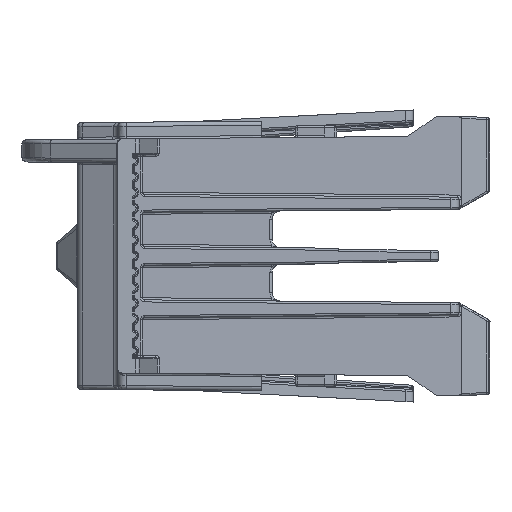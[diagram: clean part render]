
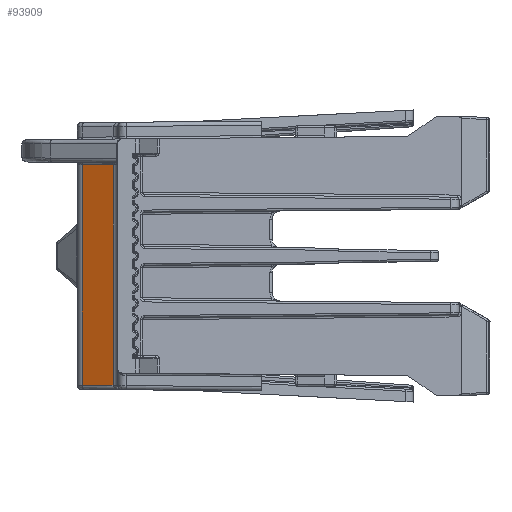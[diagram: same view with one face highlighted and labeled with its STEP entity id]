
A CAD part, left-side view. The second image highlights one B-rep face of the part: STEP entity #93909.
In plain terms, the highlighted planar face has unit normal (-0.906, 0.423, 0).
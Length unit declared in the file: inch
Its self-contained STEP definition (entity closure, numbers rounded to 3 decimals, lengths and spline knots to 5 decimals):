
#5963 = DIRECTION ( 'NONE',  ( 0., 0., 1. ) ) ;
#6573 = EDGE_CURVE ( 'NONE', #126200, #55414, #114877, .T. ) ;
#17306 = DIRECTION ( 'NONE',  ( 0.423, 0.906, 0.008 ) ) ;
#20494 = ORIENTED_EDGE ( 'NONE', *, *, #29834, .F. ) ;
#21293 = LINE ( 'NONE', #28864, #81167 ) ;
#23241 = CARTESIAN_POINT ( 'NONE',  ( -2.74334, -0.10916, -0.61178 ) ) ;
#24204 = DIRECTION ( 'NONE',  ( -0.423, -0.906, -0.008 ) ) ;
#28864 = CARTESIAN_POINT ( 'NONE',  ( -2.6755, 0.03632, 0.20739 ) ) ;
#29834 = EDGE_CURVE ( 'NONE', #134245, #126200, #119350, .T. ) ;
#31125 = VECTOR ( 'NONE', #17306, 39.37008 ) ;
#41297 = VERTEX_POINT ( 'NONE', #64855 ) ;
#51201 = DIRECTION ( 'NONE',  ( 0.906, -0.423, 0. ) ) ;
#55414 = VERTEX_POINT ( 'NONE', #23241 ) ;
#64855 = CARTESIAN_POINT ( 'NONE',  ( -2.6755, 0.03632, -0.61051 ) ) ;
#65336 = ORIENTED_EDGE ( 'NONE', *, *, #148852, .F. ) ;
#66234 = CARTESIAN_POINT ( 'NONE',  ( -2.74334, -0.10916, 0.20739 ) ) ;
#78327 = EDGE_LOOP ( 'NONE', ( #20494, #65336, #138608, #106667 ) ) ;
#81167 = VECTOR ( 'NONE', #5963, 39.37008 ) ;
#83037 = VECTOR ( 'NONE', #125975, 39.37008 ) ;
#87393 = VECTOR ( 'NONE', #24204, 39.37008 ) ;
#93909 = ADVANCED_FACE ( 'NONE', ( #136929 ), #122548, .F. ) ;
#95947 = CARTESIAN_POINT ( 'NONE',  ( -2.6755, 0.03632, 0.43205 ) ) ;
#101002 = CARTESIAN_POINT ( 'NONE',  ( -2.74334, -0.10916, -0.61178 ) ) ;
#106667 = ORIENTED_EDGE ( 'NONE', *, *, #6573, .F. ) ;
#114877 = LINE ( 'NONE', #66234, #83037 ) ;
#119350 = LINE ( 'NONE', #95947, #87393 ) ;
#122548 = PLANE ( 'NONE',  #152625 ) ;
#123047 = CARTESIAN_POINT ( 'NONE',  ( -2.75394, -0.13189, 0.20739 ) ) ;
#124393 = EDGE_CURVE ( 'NONE', #55414, #41297, #154768, .T. ) ;
#125975 = DIRECTION ( 'NONE',  ( 0., 0., -1. ) ) ;
#126200 = VERTEX_POINT ( 'NONE', #147750 ) ;
#130180 = CARTESIAN_POINT ( 'NONE',  ( -2.6755, 0.03632, 0.43205 ) ) ;
#134245 = VERTEX_POINT ( 'NONE', #130180 ) ;
#135065 = DIRECTION ( 'NONE',  ( 0.423, 0.906, 0. ) ) ;
#136929 = FACE_OUTER_BOUND ( 'NONE', #78327, .T. ) ;
#138608 = ORIENTED_EDGE ( 'NONE', *, *, #124393, .F. ) ;
#147750 = CARTESIAN_POINT ( 'NONE',  ( -2.74334, -0.10916, 0.43078 ) ) ;
#148852 = EDGE_CURVE ( 'NONE', #41297, #134245, #21293, .T. ) ;
#152625 = AXIS2_PLACEMENT_3D ( 'NONE', #123047, #51201, #135065 ) ;
#154768 = LINE ( 'NONE', #101002, #31125 ) ;
